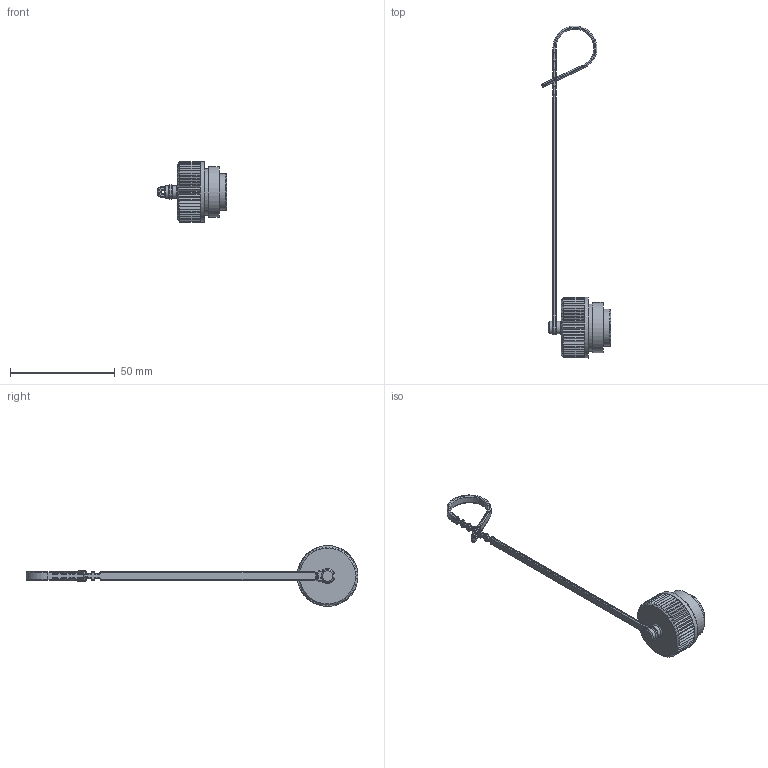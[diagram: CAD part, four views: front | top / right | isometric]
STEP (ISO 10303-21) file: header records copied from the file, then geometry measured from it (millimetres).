
FILE_DESCRIPTION(/* description */ (''),/* implementation_level */ '2;1');
FILE_NAME(/* name */ '08-2300-000-001_bg.stp',/* time_stamp */ '2011-01-27T10:03:17+01:00',/* author */ (''),/* organization */ (''),/* preprocessor_version */ 'ST-DEVELOPER v11',/* originating_system */ 'UGS - NX 5.0',/* authorisation */ '');
FILE_SCHEMA (('CONFIG_CONTROL_DESIGN'));
Length unit declared in the file: millimetre
Products named in the file (1): kborF325o8kp
Bounding box: 32.97 x 158.47 x 29 mm (x, y, z)
Volume: 10284.4 mm3; surface area: 6501.3 mm2
Topology: 1 solids, 1 shells, 633 faces, 1527 edges, 805 vertices
Faces by surface type: plane 268, cylinder 243, bspline 92, torus 17, sphere 10, cone 3
Full cylindrical faces by diameter (mm): 6 x2, 13.7 x1, 17.6 x1, 22.5 x1, 24 x1, 29 x1
Entity records: 18704 total; most frequent: CARTESIAN_POINT 4936, DIRECTION 2911, ORIENTED_EDGE 2830, EDGE_CURVE 1415, AXIS2_PLACEMENT_3D 1091, VERTEX_POINT 801, LINE 729, VECTOR 729
